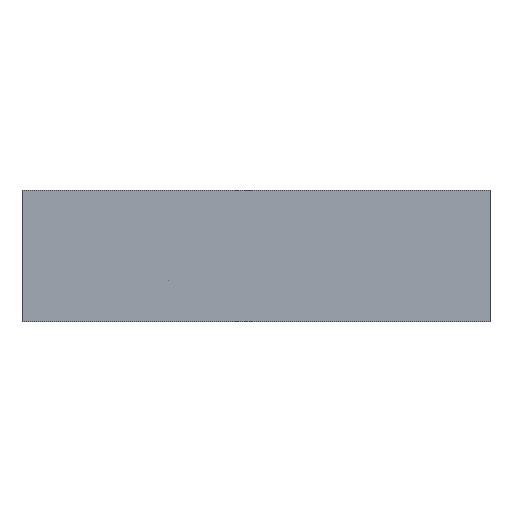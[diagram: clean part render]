
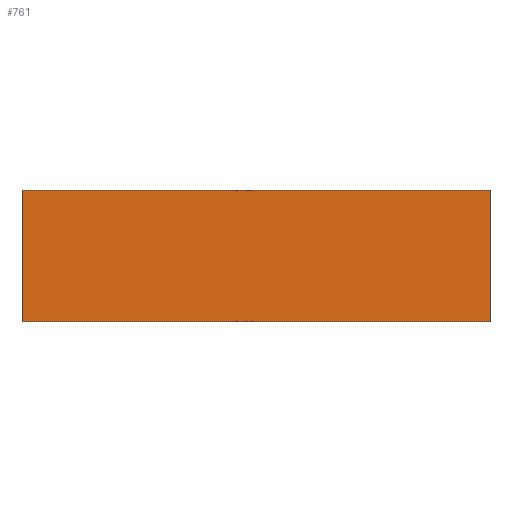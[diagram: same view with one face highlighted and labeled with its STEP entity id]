
A CAD part, left-side view. The second image highlights one B-rep face of the part: STEP entity #761.
In plain terms, the highlighted planar face has unit normal (-1, 0, 0).
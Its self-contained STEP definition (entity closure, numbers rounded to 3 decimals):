
#12 = ORIENTED_EDGE ( 'NONE', *, *, #1164, .T. ) ;
#108 = CARTESIAN_POINT ( 'NONE',  ( -11.035, 9.5, 0. ) ) ;
#112 = EDGE_CURVE ( 'NONE', #1386, #252, #463, .T. ) ;
#183 = ORIENTED_EDGE ( 'NONE', *, *, #714, .F. ) ;
#234 = CARTESIAN_POINT ( 'NONE',  ( -11.035, -10.5, 0. ) ) ;
#252 = VERTEX_POINT ( 'NONE', #108 ) ;
#311 = VECTOR ( 'NONE', #367, 1000. ) ;
#315 = LINE ( 'NONE', #437, #1381 ) ;
#367 = DIRECTION ( 'NONE',  ( 0., 0., -1. ) ) ;
#372 = DIRECTION ( 'NONE',  ( 0., -1., 0. ) ) ;
#437 = CARTESIAN_POINT ( 'NONE',  ( -11.035, 9.5, 5.6 ) ) ;
#463 = LINE ( 'NONE', #1345, #496 ) ;
#496 = VECTOR ( 'NONE', #892, 1000. ) ;
#513 = EDGE_CURVE ( 'NONE', #1386, #914, #315, .T. ) ;
#577 = CARTESIAN_POINT ( 'NONE',  ( -11.035, -10.5, 5.6 ) ) ;
#623 = DIRECTION ( 'NONE',  ( 0., 0., -1. ) ) ;
#691 = VERTEX_POINT ( 'NONE', #234 ) ;
#706 = CARTESIAN_POINT ( 'NONE',  ( -11.035, 9.5, 5.6 ) ) ;
#714 = EDGE_CURVE ( 'NONE', #914, #691, #1012, .T. ) ;
#738 = PLANE ( 'NONE',  #809 ) ;
#743 = DIRECTION ( 'NONE',  ( 0., -1., 0. ) ) ;
#761 = ADVANCED_FACE ( 'NONE', ( #1411 ), #738, .F. ) ;
#769 = EDGE_LOOP ( 'NONE', ( #12, #183, #922, #842 ) ) ;
#785 = CARTESIAN_POINT ( 'NONE',  ( -11.035, 9.5, 0. ) ) ;
#809 = AXIS2_PLACEMENT_3D ( 'NONE', #1175, #970, #623 ) ;
#842 = ORIENTED_EDGE ( 'NONE', *, *, #112, .T. ) ;
#892 = DIRECTION ( 'NONE',  ( 0., 0., -1. ) ) ;
#911 = LINE ( 'NONE', #785, #1250 ) ;
#914 = VERTEX_POINT ( 'NONE', #577 ) ;
#922 = ORIENTED_EDGE ( 'NONE', *, *, #513, .F. ) ;
#970 = DIRECTION ( 'NONE',  ( 1., 0., 0. ) ) ;
#1012 = LINE ( 'NONE', #1350, #311 ) ;
#1164 = EDGE_CURVE ( 'NONE', #252, #691, #911, .T. ) ;
#1175 = CARTESIAN_POINT ( 'NONE',  ( -11.035, 9.5, 5.6 ) ) ;
#1250 = VECTOR ( 'NONE', #372, 1000. ) ;
#1345 = CARTESIAN_POINT ( 'NONE',  ( -11.035, 9.5, 5.6 ) ) ;
#1350 = CARTESIAN_POINT ( 'NONE',  ( -11.035, -10.5, 5.6 ) ) ;
#1381 = VECTOR ( 'NONE', #743, 1000. ) ;
#1386 = VERTEX_POINT ( 'NONE', #706 ) ;
#1411 = FACE_OUTER_BOUND ( 'NONE', #769, .T. ) ;
